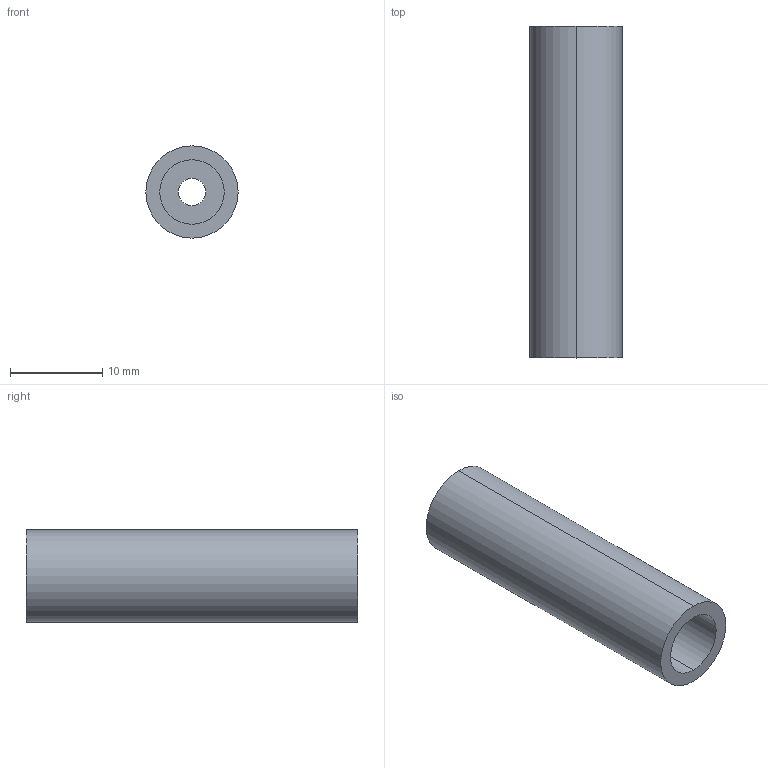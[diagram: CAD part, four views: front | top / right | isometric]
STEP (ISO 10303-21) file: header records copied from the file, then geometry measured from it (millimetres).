
FILE_DESCRIPTION (( 'STEP AP203' ), '1' );
FILE_NAME ('1911-0025-0036.STEP', '2017-03-31T15:05:57', ( '' ), ( '' ), 'SwSTEP 2.0', 'SolidWorks 2016', '' );
FILE_SCHEMA (( 'CONFIG_CONTROL_DESIGN' ));
Length unit declared in the file: millimetre
Products named in the file (1): 1911-0025-0036
Bounding box: 10 x 36 x 10 mm (x, y, z)
Volume: 1516.4 mm3; surface area: 2099.7 mm2
Topology: 1 solids, 1 shells, 113 faces, 324 edges, 216 vertices
Faces by surface type: cylinder 58, plane 55
Entity records: 3815 total; most frequent: DIRECTION 668, CARTESIAN_POINT 654, ORIENTED_EDGE 648, EDGE_CURVE 324, AXIS2_PLACEMENT_3D 230, VERTEX_POINT 216, VECTOR 208, LINE 208
